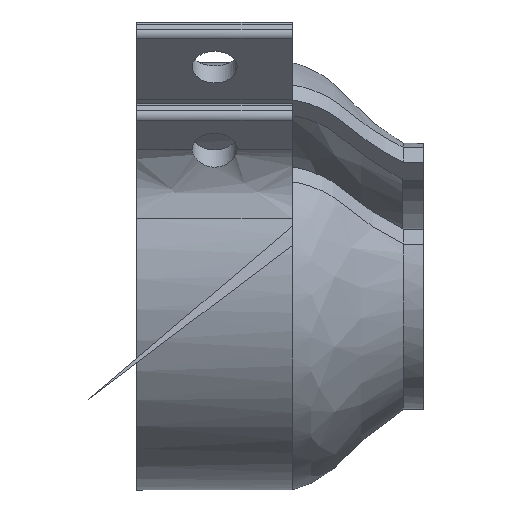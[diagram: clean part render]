
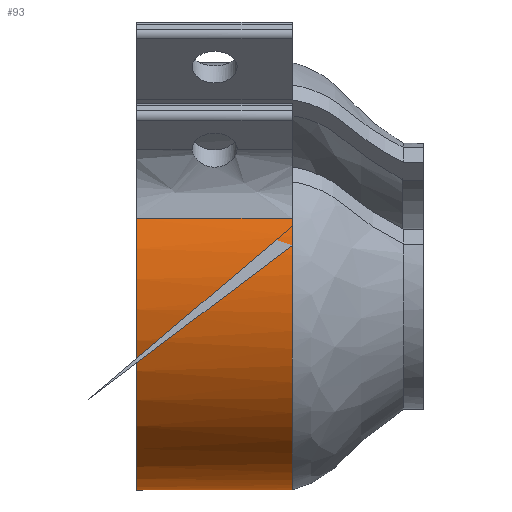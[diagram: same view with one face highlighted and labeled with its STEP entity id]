
A CAD part, front view. The second image highlights one B-rep face of the part: STEP entity #93.
In plain terms, the highlighted free-form (B-spline) face has degree [2, 1] with [5, 2] control points.
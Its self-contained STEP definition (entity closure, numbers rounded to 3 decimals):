
#93=ADVANCED_FACE('',(#300),#3174,.T.);
#300=FACE_OUTER_BOUND('',#522,.T.);
#522=EDGE_LOOP('',(#1080,#1081,#1082,#1083));
#1080=ORIENTED_EDGE('',*,*,#1899,.T.);
#1081=ORIENTED_EDGE('',*,*,#1900,.T.);
#1082=ORIENTED_EDGE('',*,*,#1861,.T.);
#1083=ORIENTED_EDGE('',*,*,#1901,.F.);
#1861=EDGE_CURVE('',#2871,#2872,#2310,.T.);
#1899=EDGE_CURVE('',#2824,#2825,#2325,.T.);
#1900=EDGE_CURVE('',#2825,#2871,#2326,.T.);
#1901=EDGE_CURVE('',#2824,#2872,#2327,.T.);
#2310=(
BOUNDED_CURVE()
B_SPLINE_CURVE(1,(#5882,#5883,#5884),.UNSPECIFIED.,.F.,.F.)
B_SPLINE_CURVE_WITH_KNOTS((2,1,2),(0.,22.025,22.225),.UNSPECIFIED.)
CURVE()
GEOMETRIC_REPRESENTATION_ITEM()
RATIONAL_B_SPLINE_CURVE((1.,1.,1.))
REPRESENTATION_ITEM('')
);
#2325=(
BOUNDED_CURVE()
B_SPLINE_CURVE(1,(#6021,#6022),.UNSPECIFIED.,.F.,.F.)
B_SPLINE_CURVE_WITH_KNOTS((2,2),(0.,22.225),.UNSPECIFIED.)
CURVE()
GEOMETRIC_REPRESENTATION_ITEM()
RATIONAL_B_SPLINE_CURVE((1.,1.))
REPRESENTATION_ITEM('')
);
#2326=(
BOUNDED_CURVE()
B_SPLINE_CURVE(2,(#6023,#6024,#6025,#6026,#6027),.UNSPECIFIED.,.F.,.F.)
B_SPLINE_CURVE_WITH_KNOTS((3,2,3),(121.584,129.591,172.788),
 .UNSPECIFIED.)
CURVE()
GEOMETRIC_REPRESENTATION_ITEM()
RATIONAL_B_SPLINE_CURVE((1.,0.991,1.,0.707,1.))
REPRESENTATION_ITEM('')
);
#2327=(
BOUNDED_CURVE()
B_SPLINE_CURVE(2,(#6028,#6029,#6030,#6031,#6032),.UNSPECIFIED.,.F.,.F.)
B_SPLINE_CURVE_WITH_KNOTS((3,2,3),(121.584,129.591,172.788),
 .UNSPECIFIED.)
CURVE()
GEOMETRIC_REPRESENTATION_ITEM()
RATIONAL_B_SPLINE_CURVE((1.,0.991,1.,0.707,1.))
REPRESENTATION_ITEM('')
);
#2824=VERTEX_POINT('',#5119);
#2825=VERTEX_POINT('',#5120);
#2871=VERTEX_POINT('',#5166);
#2872=VERTEX_POINT('',#5167);
#3174=(
BOUNDED_SURFACE()
B_SPLINE_SURFACE(2,1,((#4111,#4112),(#4113,#4114),(#4115,#4116),(#4117,
#4118),(#4119,#4120)),.UNSPECIFIED.,.F.,.F.,.F.)
B_SPLINE_SURFACE_WITH_KNOTS((3,2,3),(2,2),(121.584,129.591,
172.788),(0.,22.225),.UNSPECIFIED.)
GEOMETRIC_REPRESENTATION_ITEM()
RATIONAL_B_SPLINE_SURFACE(((0.912,0.912),(0.946,
0.946),(1.,1.),(0.707,0.707),(1.,1.)))
REPRESENTATION_ITEM('')
SURFACE()
);
#4111=CARTESIAN_POINT('',(6.83,5.554,25.854));
#4112=CARTESIAN_POINT('',(29.055,5.554,25.854));
#4113=CARTESIAN_POINT('',(6.83,4.404,21.786));
#4114=CARTESIAN_POINT('',(29.055,4.404,21.786));
#4115=CARTESIAN_POINT('',(6.83,4.404,17.559));
#4116=CARTESIAN_POINT('',(29.055,4.404,17.559));
#4117=CARTESIAN_POINT('',(6.83,4.404,-12.941));
#4118=CARTESIAN_POINT('',(29.055,4.404,-12.941));
#4119=CARTESIAN_POINT('',(6.83,34.904,-12.941));
#4120=CARTESIAN_POINT('',(29.055,34.904,-12.941));
#5119=CARTESIAN_POINT('',(29.055,5.554,25.854));
#5120=CARTESIAN_POINT('',(6.83,5.554,25.854));
#5166=CARTESIAN_POINT('',(6.83,34.904,-12.941));
#5167=CARTESIAN_POINT('',(29.055,34.904,-12.941));
#5882=CARTESIAN_POINT('',(6.83,34.904,-12.941));
#5883=CARTESIAN_POINT('',(28.855,34.904,-12.941));
#5884=CARTESIAN_POINT('',(29.055,34.904,-12.941));
#6021=CARTESIAN_POINT('',(29.055,5.554,25.854));
#6022=CARTESIAN_POINT('',(6.83,5.554,25.854));
#6023=CARTESIAN_POINT('',(6.83,5.554,25.854));
#6024=CARTESIAN_POINT('',(6.83,4.404,21.786));
#6025=CARTESIAN_POINT('',(6.83,4.404,17.559));
#6026=CARTESIAN_POINT('',(6.83,4.404,-12.941));
#6027=CARTESIAN_POINT('',(6.83,34.904,-12.941));
#6028=CARTESIAN_POINT('',(29.055,5.554,25.854));
#6029=CARTESIAN_POINT('',(29.055,4.404,21.786));
#6030=CARTESIAN_POINT('',(29.055,4.404,17.559));
#6031=CARTESIAN_POINT('',(29.055,4.404,-12.941));
#6032=CARTESIAN_POINT('',(29.055,34.904,-12.941));
